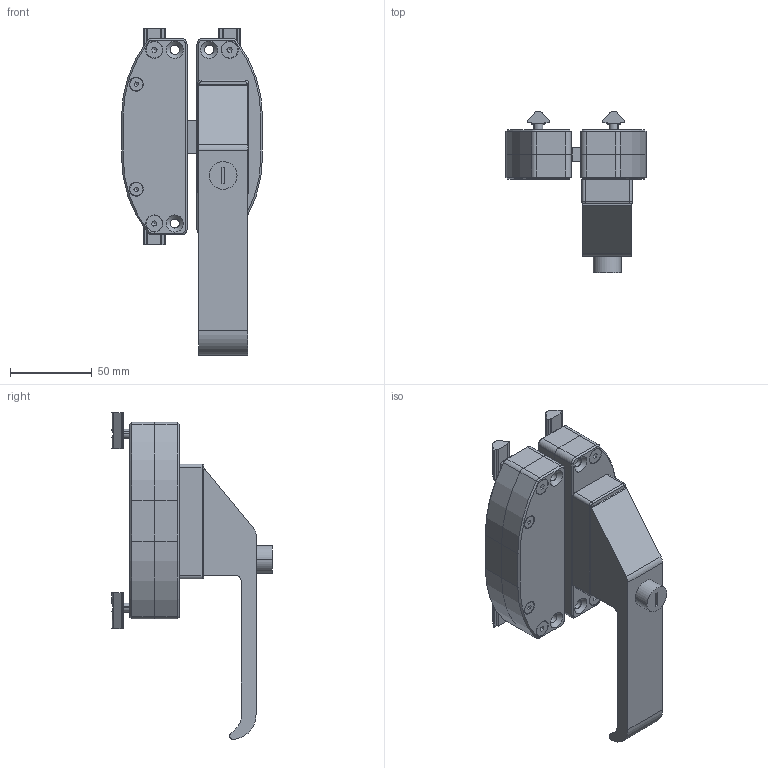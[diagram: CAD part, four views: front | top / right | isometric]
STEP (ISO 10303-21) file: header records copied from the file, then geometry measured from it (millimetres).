
FILE_DESCRIPTION((''),'2;1');
FILE_NAME('SZ8018S.stp','2009-07-27T14:07:22',(''),(''),'Mechanical Desktop 2007','Mechanical Desktop 2007',', , ');
FILE_SCHEMA(('CONFIG_CONTROL_DESIGN'));
Length unit declared in the file: millimetre
Products named in the file (2): SZ8018SA; SZ8018S
Assembly tree (1 placements, depth 2):
  SZ8018SA
    SZ8018S
Bounding box: 86 x 98.22 x 199.53 mm (x, y, z)
Volume: 308844.9 mm3; surface area: 105865.8 mm2
Topology: 30 solids, 30 shells, 568 faces, 1405 edges, 909 vertices
Faces by surface type: plane 232, cylinder 165, bspline 97, cone 74
Entity records: 17707 total; most frequent: CARTESIAN_POINT 4662, DIRECTION 2649, ORIENTED_EDGE 2614, EDGE_CURVE 1307, AXIS2_PLACEMENT_3D 961, VERTEX_POINT 880, VECTOR 727, LINE 727
